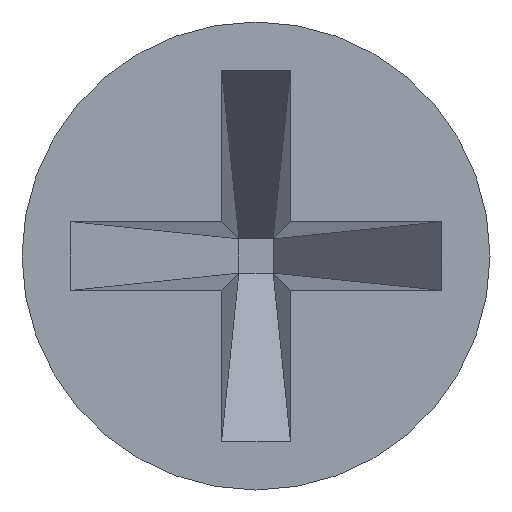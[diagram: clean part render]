
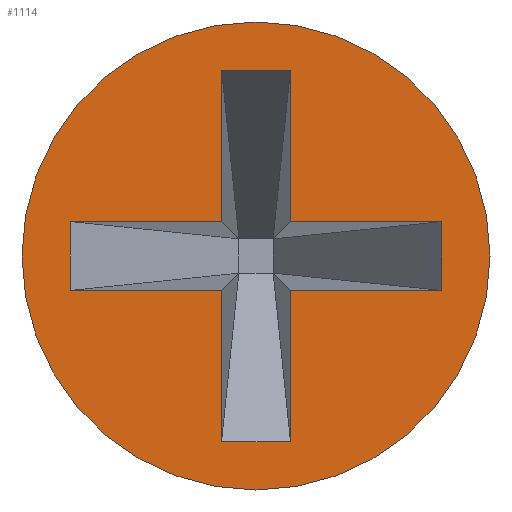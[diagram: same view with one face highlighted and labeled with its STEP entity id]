
A CAD part, left-side view. The second image highlights one B-rep face of the part: STEP entity #1114.
In plain terms, the highlighted planar face has unit normal (-1, 0, 0).
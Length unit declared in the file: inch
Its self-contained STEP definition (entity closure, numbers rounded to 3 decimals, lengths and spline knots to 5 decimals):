
#14 = EDGE_CURVE ( 'NONE', #2677, #822, #190, .T. ) ;
#64 = ORIENTED_EDGE ( 'NONE', *, *, #354, .T. ) ;
#70 = VERTEX_POINT ( 'NONE', #2543 ) ;
#90 = VERTEX_POINT ( 'NONE', #2871 ) ;
#146 = VERTEX_POINT ( 'NONE', #1411 ) ;
#190 = CIRCLE ( 'NONE', #1937, 0.146 ) ;
#312 = CIRCLE ( 'NONE', #1464, 0.146 ) ;
#336 = DIRECTION ( 'NONE',  ( 0., 1., 0. ) ) ;
#348 = CARTESIAN_POINT ( 'NONE',  ( 0., -0.0215, -0.116 ) ) ;
#354 = EDGE_CURVE ( 'NONE', #3673, #731, #2188, .T. ) ;
#356 = EDGE_LOOP ( 'NONE', ( #4081, #64, #3438, #3072, #3057, #3037, #1821, #757, #3953, #1620, #4351, #812 ) ) ;
#375 = CARTESIAN_POINT ( 'NONE',  ( 0., 0., 0. ) ) ;
#383 = DIRECTION ( 'NONE',  ( 0., -1., 0. ) ) ;
#393 = AXIS2_PLACEMENT_3D ( 'NONE', #375, #3797, #3736 ) ;
#438 = LINE ( 'NONE', #3988, #474 ) ;
#474 = VECTOR ( 'NONE', #3531, 39.37008 ) ;
#542 = CARTESIAN_POINT ( 'NONE',  ( 0., 0.116, 0.0215 ) ) ;
#592 = CARTESIAN_POINT ( 'NONE',  ( 0., 0.116, -0.0215 ) ) ;
#731 = VERTEX_POINT ( 'NONE', #2395 ) ;
#736 = DIRECTION ( 'NONE',  ( 0., 1., 0. ) ) ;
#757 = ORIENTED_EDGE ( 'NONE', *, *, #775, .T. ) ;
#769 = CARTESIAN_POINT ( 'NONE',  ( 0., 0., 0.146 ) ) ;
#775 = EDGE_CURVE ( 'NONE', #3965, #4408, #2872, .T. ) ;
#812 = ORIENTED_EDGE ( 'NONE', *, *, #3815, .T. ) ;
#822 = VERTEX_POINT ( 'NONE', #769 ) ;
#838 = EDGE_CURVE ( 'NONE', #2588, #3941, #3816, .T. ) ;
#967 = ORIENTED_EDGE ( 'NONE', *, *, #14, .T. ) ;
#1084 = EDGE_CURVE ( 'NONE', #146, #3673, #4283, .T. ) ;
#1097 = DIRECTION ( 'NONE',  ( 0., 1., 0. ) ) ;
#1114 = ADVANCED_FACE ( 'NONE', ( #4337, #2273 ), #1122, .T. ) ;
#1122 = PLANE ( 'NONE',  #393 ) ;
#1200 = DIRECTION ( 'NONE',  ( 0., 0., 1. ) ) ;
#1301 = CARTESIAN_POINT ( 'NONE',  ( 0., -0.116, -0.0215 ) ) ;
#1377 = VECTOR ( 'NONE', #336, 39.37008 ) ;
#1411 = CARTESIAN_POINT ( 'NONE',  ( 0., -0.116, -0.0215 ) ) ;
#1416 = EDGE_CURVE ( 'NONE', #822, #2677, #312, .T. ) ;
#1454 = DIRECTION ( 'NONE',  ( 0., 0., -1. ) ) ;
#1464 = AXIS2_PLACEMENT_3D ( 'NONE', #2423, #1708, #1654 ) ;
#1484 = CARTESIAN_POINT ( 'NONE',  ( 0., -0.0215, 0.116 ) ) ;
#1504 = DIRECTION ( 'NONE',  ( 0., 0., -1. ) ) ;
#1530 = CARTESIAN_POINT ( 'NONE',  ( 0., 0.0215, -0.116 ) ) ;
#1536 = VERTEX_POINT ( 'NONE', #3430 ) ;
#1541 = CARTESIAN_POINT ( 'NONE',  ( 0., 0., -0.146 ) ) ;
#1556 = LINE ( 'NONE', #348, #1621 ) ;
#1620 = ORIENTED_EDGE ( 'NONE', *, *, #2475, .T. ) ;
#1621 = VECTOR ( 'NONE', #736, 39.37008 ) ;
#1638 = EDGE_CURVE ( 'NONE', #731, #1536, #1556, .T. ) ;
#1654 = DIRECTION ( 'NONE',  ( 0., 0., 1. ) ) ;
#1680 = CARTESIAN_POINT ( 'NONE',  ( 0., -0.0215, -0.0215 ) ) ;
#1708 = DIRECTION ( 'NONE',  ( -1., 0., 0. ) ) ;
#1821 = ORIENTED_EDGE ( 'NONE', *, *, #1977, .T. ) ;
#1873 = CARTESIAN_POINT ( 'NONE',  ( 0., 0.0215, 0.0215 ) ) ;
#1920 = DIRECTION ( 'NONE',  ( 0., 0., 1. ) ) ;
#1937 = AXIS2_PLACEMENT_3D ( 'NONE', #2693, #2219, #3436 ) ;
#1977 = EDGE_CURVE ( 'NONE', #90, #3965, #438, .T. ) ;
#2022 = VECTOR ( 'NONE', #1504, 39.37008 ) ;
#2058 = CARTESIAN_POINT ( 'NONE',  ( 0., 0.0215, -0.116 ) ) ;
#2127 = CARTESIAN_POINT ( 'NONE',  ( 0., 0.116, -0.0215 ) ) ;
#2188 = LINE ( 'NONE', #1484, #2022 ) ;
#2219 = DIRECTION ( 'NONE',  ( -1., 0., 0. ) ) ;
#2273 = FACE_BOUND ( 'NONE', #356, .T. ) ;
#2300 = VERTEX_POINT ( 'NONE', #592 ) ;
#2395 = CARTESIAN_POINT ( 'NONE',  ( 0., -0.0215, -0.116 ) ) ;
#2401 = VECTOR ( 'NONE', #3506, 39.37008 ) ;
#2423 = CARTESIAN_POINT ( 'NONE',  ( 0., 0., 0. ) ) ;
#2453 = CARTESIAN_POINT ( 'NONE',  ( 0., -0.0215, 0.0215 ) ) ;
#2475 = EDGE_CURVE ( 'NONE', #70, #2588, #4253, .T. ) ;
#2490 = LINE ( 'NONE', #2127, #2401 ) ;
#2543 = CARTESIAN_POINT ( 'NONE',  ( 0., -0.0215, 0.116 ) ) ;
#2588 = VERTEX_POINT ( 'NONE', #2453 ) ;
#2675 = CARTESIAN_POINT ( 'NONE',  ( 0., -0.116, -0.0215 ) ) ;
#2677 = VERTEX_POINT ( 'NONE', #1541 ) ;
#2693 = CARTESIAN_POINT ( 'NONE',  ( 0., 0., 0. ) ) ;
#2699 = LINE ( 'NONE', #2869, #2731 ) ;
#2731 = VECTOR ( 'NONE', #3222, 39.37008 ) ;
#2810 = VERTEX_POINT ( 'NONE', #3603 ) ;
#2869 = CARTESIAN_POINT ( 'NONE',  ( 0., 0.0215, 0.116 ) ) ;
#2871 = CARTESIAN_POINT ( 'NONE',  ( 0., 0.116, 0.0215 ) ) ;
#2872 = LINE ( 'NONE', #2058, #3005 ) ;
#2889 = LINE ( 'NONE', #1530, #3180 ) ;
#2932 = EDGE_CURVE ( 'NONE', #2300, #90, #2490, .T. ) ;
#3005 = VECTOR ( 'NONE', #1920, 39.37008 ) ;
#3037 = ORIENTED_EDGE ( 'NONE', *, *, #2932, .T. ) ;
#3057 = ORIENTED_EDGE ( 'NONE', *, *, #4261, .T. ) ;
#3072 = ORIENTED_EDGE ( 'NONE', *, *, #3377, .T. ) ;
#3180 = VECTOR ( 'NONE', #1200, 39.37008 ) ;
#3207 = CARTESIAN_POINT ( 'NONE',  ( 0., -0.116, 0.0215 ) ) ;
#3222 = DIRECTION ( 'NONE',  ( 0., -1., 0. ) ) ;
#3303 = LINE ( 'NONE', #2675, #1377 ) ;
#3377 = EDGE_CURVE ( 'NONE', #1536, #2810, #2889, .T. ) ;
#3430 = CARTESIAN_POINT ( 'NONE',  ( 0., 0.0215, -0.116 ) ) ;
#3436 = DIRECTION ( 'NONE',  ( 0., 0., 1. ) ) ;
#3438 = ORIENTED_EDGE ( 'NONE', *, *, #1638, .T. ) ;
#3487 = CARTESIAN_POINT ( 'NONE',  ( 0., -0.116, 0.0215 ) ) ;
#3506 = DIRECTION ( 'NONE',  ( 0., 0., 1. ) ) ;
#3531 = DIRECTION ( 'NONE',  ( 0., -1., 0. ) ) ;
#3603 = CARTESIAN_POINT ( 'NONE',  ( 0., 0.0215, -0.0215 ) ) ;
#3673 = VERTEX_POINT ( 'NONE', #1680 ) ;
#3736 = DIRECTION ( 'NONE',  ( 0., 0., 1. ) ) ;
#3784 = VECTOR ( 'NONE', #383, 39.37008 ) ;
#3797 = DIRECTION ( 'NONE',  ( -1., 0., 0. ) ) ;
#3815 = EDGE_CURVE ( 'NONE', #3941, #146, #4477, .T. ) ;
#3816 = LINE ( 'NONE', #542, #3784 ) ;
#3875 = CARTESIAN_POINT ( 'NONE',  ( 0., -0.0215, 0.116 ) ) ;
#3941 = VERTEX_POINT ( 'NONE', #3207 ) ;
#3953 = ORIENTED_EDGE ( 'NONE', *, *, #3979, .T. ) ;
#3958 = ORIENTED_EDGE ( 'NONE', *, *, #1416, .T. ) ;
#3965 = VERTEX_POINT ( 'NONE', #1873 ) ;
#3979 = EDGE_CURVE ( 'NONE', #4408, #70, #2699, .T. ) ;
#3988 = CARTESIAN_POINT ( 'NONE',  ( 0., 0.116, 0.0215 ) ) ;
#4021 = CARTESIAN_POINT ( 'NONE',  ( 0., 0.0215, 0.116 ) ) ;
#4081 = ORIENTED_EDGE ( 'NONE', *, *, #1084, .T. ) ;
#4253 = LINE ( 'NONE', #3875, #4475 ) ;
#4254 = EDGE_LOOP ( 'NONE', ( #3958, #967 ) ) ;
#4261 = EDGE_CURVE ( 'NONE', #2810, #2300, #3303, .T. ) ;
#4283 = LINE ( 'NONE', #1301, #4378 ) ;
#4285 = VECTOR ( 'NONE', #1454, 39.37008 ) ;
#4337 = FACE_OUTER_BOUND ( 'NONE', #4254, .T. ) ;
#4351 = ORIENTED_EDGE ( 'NONE', *, *, #838, .T. ) ;
#4378 = VECTOR ( 'NONE', #1097, 39.37008 ) ;
#4392 = DIRECTION ( 'NONE',  ( 0., 0., -1. ) ) ;
#4408 = VERTEX_POINT ( 'NONE', #4021 ) ;
#4475 = VECTOR ( 'NONE', #4392, 39.37008 ) ;
#4477 = LINE ( 'NONE', #3487, #4285 ) ;
